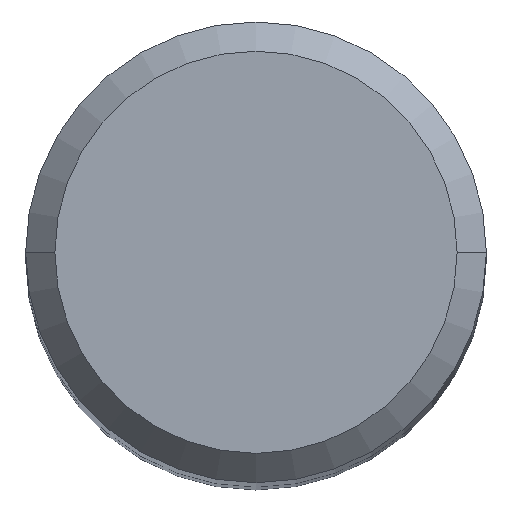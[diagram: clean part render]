
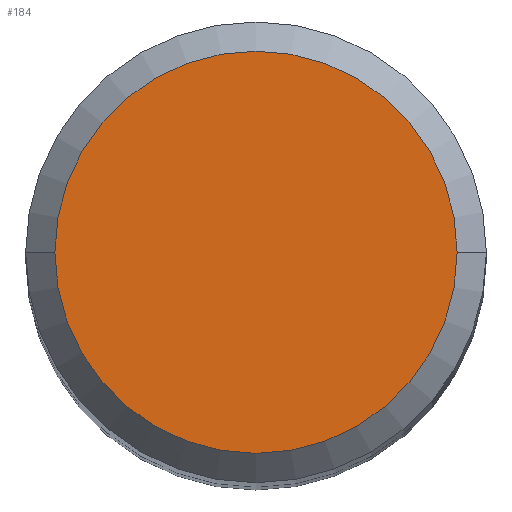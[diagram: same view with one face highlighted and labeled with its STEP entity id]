
A CAD part, top view. The second image highlights one B-rep face of the part: STEP entity #184.
In plain terms, the highlighted planar face has unit normal (0, 0, 1).
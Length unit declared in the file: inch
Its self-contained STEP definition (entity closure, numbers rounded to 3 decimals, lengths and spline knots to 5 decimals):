
#14 = PLANE ( 'NONE',  #71 ) ;
#20 = DIRECTION ( 'NONE',  ( 1., 0., 0. ) ) ;
#35 = AXIS2_PLACEMENT_3D ( 'NONE', #301, #396, #75 ) ;
#71 = AXIS2_PLACEMENT_3D ( 'NONE', #109, #392, #148 ) ;
#75 = DIRECTION ( 'NONE',  ( 1., 0., 0. ) ) ;
#101 = CARTESIAN_POINT ( 'NONE',  ( -0.1375, 0., 0. ) ) ;
#108 = FACE_OUTER_BOUND ( 'NONE', #258, .T. ) ;
#109 = CARTESIAN_POINT ( 'NONE',  ( 0., 0.1375, 0. ) ) ;
#137 = ORIENTED_EDGE ( 'NONE', *, *, #201, .T. ) ;
#148 = DIRECTION ( 'NONE',  ( -1., 0., 0. ) ) ;
#155 = CARTESIAN_POINT ( 'NONE',  ( 0., 0., 0. ) ) ;
#184 = ADVANCED_FACE ( 'NONE', ( #108 ), #14, .F. ) ;
#201 = EDGE_CURVE ( 'NONE', #343, #215, #401, .T. ) ;
#215 = VERTEX_POINT ( 'NONE', #294 ) ;
#258 = EDGE_LOOP ( 'NONE', ( #137, #312 ) ) ;
#267 = CIRCLE ( 'NONE', #318, 0.1375 ) ;
#274 = DIRECTION ( 'NONE',  ( 0., 0., 1. ) ) ;
#294 = CARTESIAN_POINT ( 'NONE',  ( 0.1375, 0., 0. ) ) ;
#301 = CARTESIAN_POINT ( 'NONE',  ( 0., 0., 0. ) ) ;
#312 = ORIENTED_EDGE ( 'NONE', *, *, #391, .T. ) ;
#318 = AXIS2_PLACEMENT_3D ( 'NONE', #155, #274, #20 ) ;
#343 = VERTEX_POINT ( 'NONE', #101 ) ;
#391 = EDGE_CURVE ( 'NONE', #215, #343, #267, .T. ) ;
#392 = DIRECTION ( 'NONE',  ( 0., 0., -1. ) ) ;
#396 = DIRECTION ( 'NONE',  ( 0., 0., 1. ) ) ;
#401 = CIRCLE ( 'NONE', #35, 0.1375 ) ;
